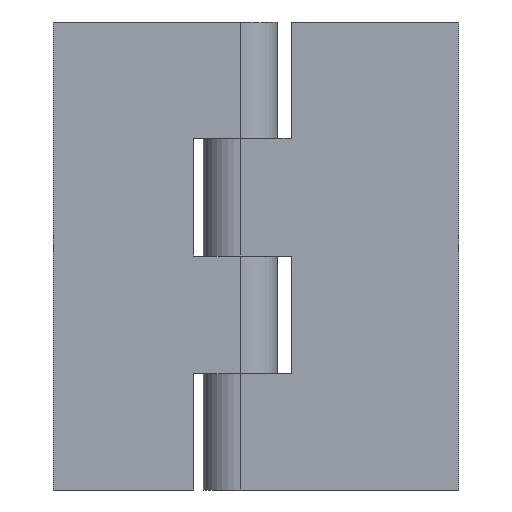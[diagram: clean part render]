
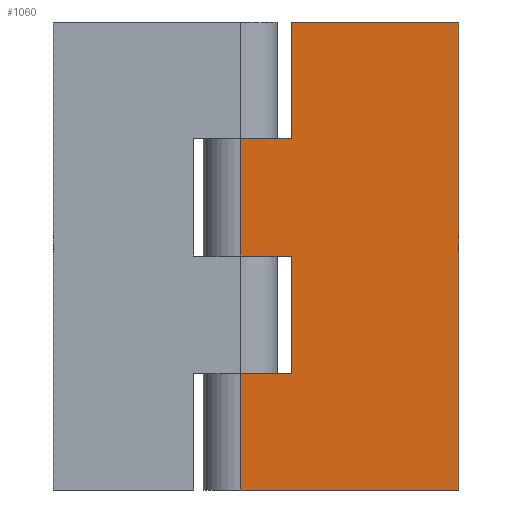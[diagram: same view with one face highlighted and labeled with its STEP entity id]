
A CAD part, front view. The second image highlights one B-rep face of the part: STEP entity #1060.
In plain terms, the highlighted planar face has unit normal (0, -1, 0).
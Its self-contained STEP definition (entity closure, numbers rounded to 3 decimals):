
#17 = VERTEX_POINT ( 'NONE', #1291 ) ;
#20 = VERTEX_POINT ( 'NONE', #1285 ) ;
#42 = VERTEX_POINT ( 'NONE', #1366 ) ;
#47 = EDGE_CURVE ( 'NONE', #17, #42, #1364, .T. ) ;
#122 = DIRECTION ( 'NONE',  ( 0., 0., -1. ) ) ;
#123 = VECTOR ( 'NONE', #122, 1000. ) ;
#124 = CARTESIAN_POINT ( 'NONE',  ( 28., -4.75, 30. ) ) ;
#125 = LINE ( 'NONE', #124, #123 ) ;
#212 = CARTESIAN_POINT ( 'NONE',  ( 0., -4.75, 0. ) ) ;
#948 = VERTEX_POINT ( 'NONE', #1508 ) ;
#992 = EDGE_CURVE ( 'NONE', #948, #1179, #1635, .T. ) ;
#1013 = VERTEX_POINT ( 'NONE', #1653 ) ;
#1014 = EDGE_CURVE ( 'NONE', #1021, #1013, #1652, .T. ) ;
#1015 = EDGE_CURVE ( 'NONE', #20, #17, #1648, .T. ) ;
#1021 = VERTEX_POINT ( 'NONE', #1703 ) ;
#1060 = ADVANCED_FACE ( 'NONE', ( #1717 ), #1716, .F. ) ;
#1061 = EDGE_LOOP ( 'NONE', ( #1062, #1065, #1067, #1068, #1071, #1108, #1110, #1111, #1112, #1114 ) ) ;
#1062 = ORIENTED_EDGE ( 'NONE', *, *, #1063, .T. ) ;
#1063 = EDGE_CURVE ( 'NONE', #1021, #1064, #1711, .T. ) ;
#1064 = VERTEX_POINT ( 'NONE', #1769 ) ;
#1065 = ORIENTED_EDGE ( 'NONE', *, *, #1066, .T. ) ;
#1066 = EDGE_CURVE ( 'NONE', #1064, #948, #1768, .T. ) ;
#1067 = ORIENTED_EDGE ( 'NONE', *, *, #992, .T. ) ;
#1068 = ORIENTED_EDGE ( 'NONE', *, *, #1069, .T. ) ;
#1069 = EDGE_CURVE ( 'NONE', #1179, #1070, #1764, .T. ) ;
#1070 = VERTEX_POINT ( 'NONE', #1760 ) ;
#1071 = ORIENTED_EDGE ( 'NONE', *, *, #1072, .T. ) ;
#1072 = EDGE_CURVE ( 'NONE', #1070, #1073, #1759, .T. ) ;
#1073 = VERTEX_POINT ( 'NONE', #1755 ) ;
#1108 = ORIENTED_EDGE ( 'NONE', *, *, #1109, .T. ) ;
#1109 = EDGE_CURVE ( 'NONE', #1073, #20, #1773, .T. ) ;
#1110 = ORIENTED_EDGE ( 'NONE', *, *, #1015, .T. ) ;
#1111 = ORIENTED_EDGE ( 'NONE', *, *, #47, .T. ) ;
#1112 = ORIENTED_EDGE ( 'NONE', *, *, #1113, .F. ) ;
#1113 = EDGE_CURVE ( 'NONE', #1013, #42, #125, .T. ) ;
#1114 = ORIENTED_EDGE ( 'NONE', *, *, #1014, .F. ) ;
#1179 = VERTEX_POINT ( 'NONE', #212 ) ;
#1285 = CARTESIAN_POINT ( 'NONE',  ( 0., -4.75, -15.1 ) ) ;
#1291 = CARTESIAN_POINT ( 'NONE',  ( 0., -4.75, -30. ) ) ;
#1361 = DIRECTION ( 'NONE',  ( 1., 0., 0. ) ) ;
#1362 = VECTOR ( 'NONE', #1361, 1000. ) ;
#1363 = CARTESIAN_POINT ( 'NONE',  ( 0., -4.75, -30. ) ) ;
#1364 = LINE ( 'NONE', #1363, #1362 ) ;
#1366 = CARTESIAN_POINT ( 'NONE',  ( 28., -4.75, -30. ) ) ;
#1507 = DIRECTION ( 'NONE',  ( -1., 0., 0. ) ) ;
#1508 = CARTESIAN_POINT ( 'NONE',  ( 0., -4.75, 15.1 ) ) ;
#1632 = DIRECTION ( 'NONE',  ( 0., 0., -1. ) ) ;
#1633 = VECTOR ( 'NONE', #1632, 1000. ) ;
#1634 = CARTESIAN_POINT ( 'NONE',  ( 0., -4.75, 30. ) ) ;
#1635 = LINE ( 'NONE', #1634, #1633 ) ;
#1645 = DIRECTION ( 'NONE',  ( 0., 0., -1. ) ) ;
#1646 = VECTOR ( 'NONE', #1645, 1000. ) ;
#1647 = CARTESIAN_POINT ( 'NONE',  ( 0., -4.75, 30. ) ) ;
#1648 = LINE ( 'NONE', #1647, #1646 ) ;
#1649 = DIRECTION ( 'NONE',  ( 1., 0., 0. ) ) ;
#1650 = VECTOR ( 'NONE', #1649, 1000. ) ;
#1651 = CARTESIAN_POINT ( 'NONE',  ( 0., -4.75, 30. ) ) ;
#1652 = LINE ( 'NONE', #1651, #1650 ) ;
#1653 = CARTESIAN_POINT ( 'NONE',  ( 28., -4.75, 30. ) ) ;
#1703 = CARTESIAN_POINT ( 'NONE',  ( 6.5, -4.75, 30. ) ) ;
#1709 = VECTOR ( 'NONE', #1770, 1000. ) ;
#1710 = CARTESIAN_POINT ( 'NONE',  ( 6.5, -4.75, 30. ) ) ;
#1711 = LINE ( 'NONE', #1710, #1709 ) ;
#1712 = DIRECTION ( 'NONE',  ( -1., 0., 0. ) ) ;
#1713 = DIRECTION ( 'NONE',  ( 0., 1., 0. ) ) ;
#1714 = CARTESIAN_POINT ( 'NONE',  ( 0., -4.75, 30. ) ) ;
#1715 = AXIS2_PLACEMENT_3D ( 'NONE', #1714, #1713, #1712 ) ;
#1716 = PLANE ( 'NONE',  #1715 ) ;
#1717 = FACE_OUTER_BOUND ( 'NONE', #1061, .T. ) ;
#1755 = CARTESIAN_POINT ( 'NONE',  ( 6.5, -4.75, -15.1 ) ) ;
#1756 = DIRECTION ( 'NONE',  ( 0., 0., -1. ) ) ;
#1757 = VECTOR ( 'NONE', #1756, 1000. ) ;
#1758 = CARTESIAN_POINT ( 'NONE',  ( 6.5, -4.75, 30. ) ) ;
#1759 = LINE ( 'NONE', #1758, #1757 ) ;
#1760 = CARTESIAN_POINT ( 'NONE',  ( 6.5, -4.75, 0. ) ) ;
#1761 = DIRECTION ( 'NONE',  ( 1., 0., 0. ) ) ;
#1762 = VECTOR ( 'NONE', #1761, 1000. ) ;
#1763 = CARTESIAN_POINT ( 'NONE',  ( 0., -4.75, 0. ) ) ;
#1764 = LINE ( 'NONE', #1763, #1762 ) ;
#1765 = DIRECTION ( 'NONE',  ( -1., 0., 0. ) ) ;
#1766 = VECTOR ( 'NONE', #1765, 1000. ) ;
#1767 = CARTESIAN_POINT ( 'NONE',  ( 0., -4.75, 15.1 ) ) ;
#1768 = LINE ( 'NONE', #1767, #1766 ) ;
#1769 = CARTESIAN_POINT ( 'NONE',  ( 6.5, -4.75, 15.1 ) ) ;
#1770 = DIRECTION ( 'NONE',  ( 0., 0., -1. ) ) ;
#1771 = VECTOR ( 'NONE', #1507, 1000. ) ;
#1772 = CARTESIAN_POINT ( 'NONE',  ( 0., -4.75, -15.1 ) ) ;
#1773 = LINE ( 'NONE', #1772, #1771 ) ;
